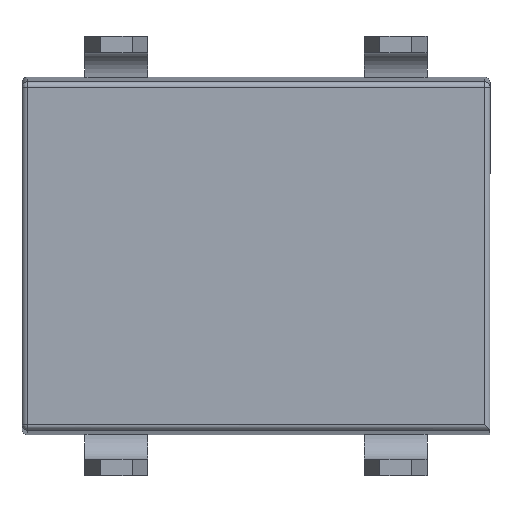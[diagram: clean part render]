
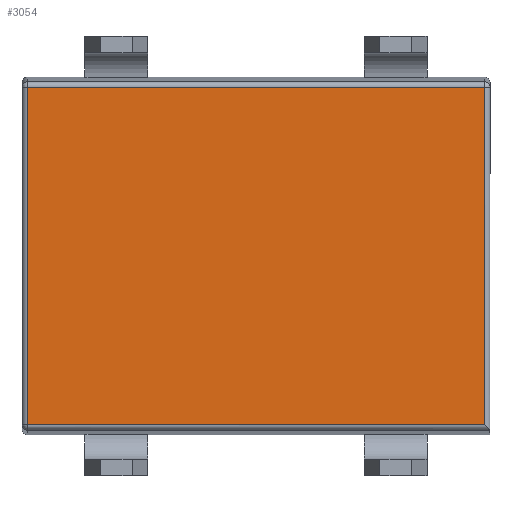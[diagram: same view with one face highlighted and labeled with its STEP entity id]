
A CAD part, front view. The second image highlights one B-rep face of the part: STEP entity #3054.
In plain terms, the highlighted planar face has unit normal (0, -1, 0).
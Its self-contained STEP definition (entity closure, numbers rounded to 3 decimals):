
#11 = VECTOR ( 'NONE', #7785, 1000. ) ;
#1405 = EDGE_CURVE ( 'NONE', #7997, #1502, #5637, .T. ) ;
#1472 = CARTESIAN_POINT ( 'NONE',  ( 4.155, -1.65, 0. ) ) ;
#1502 = VERTEX_POINT ( 'NONE', #6607 ) ;
#1660 = CARTESIAN_POINT ( 'NONE',  ( 0., -1.65, 0. ) ) ;
#1716 = CARTESIAN_POINT ( 'NONE',  ( 0., -1.65, 3.069 ) ) ;
#1919 = ORIENTED_EDGE ( 'NONE', *, *, #2095, .T. ) ;
#2095 = EDGE_CURVE ( 'NONE', #5671, #2781, #7938, .T. ) ;
#2117 = DIRECTION ( 'NONE',  ( 1., 0., 0. ) ) ;
#2306 = DIRECTION ( 'NONE',  ( 0., 1., 0. ) ) ;
#2533 = VECTOR ( 'NONE', #2117, 1000. ) ;
#2781 = VERTEX_POINT ( 'NONE', #8032 ) ;
#2920 = PLANE ( 'NONE',  #6015 ) ;
#3054 = ADVANCED_FACE ( 'NONE', ( #6818 ), #2920, .F. ) ;
#4689 = CARTESIAN_POINT ( 'NONE',  ( 4.155, -1.65, -3.069 ) ) ;
#5376 = ORIENTED_EDGE ( 'NONE', *, *, #7628, .T. ) ;
#5517 = LINE ( 'NONE', #1716, #7147 ) ;
#5637 = LINE ( 'NONE', #5784, #11 ) ;
#5671 = VERTEX_POINT ( 'NONE', #4689 ) ;
#5742 = LINE ( 'NONE', #5970, #2533 ) ;
#5784 = CARTESIAN_POINT ( 'NONE',  ( -4.155, -1.65, 0. ) ) ;
#5962 = DIRECTION ( 'NONE',  ( 0., 0., 1. ) ) ;
#5970 = CARTESIAN_POINT ( 'NONE',  ( 0., -1.65, -3.069 ) ) ;
#5982 = ORIENTED_EDGE ( 'NONE', *, *, #6599, .T. ) ;
#6013 = VECTOR ( 'NONE', #5962, 1000. ) ;
#6015 = AXIS2_PLACEMENT_3D ( 'NONE', #1660, #2306, #6137 ) ;
#6119 = CARTESIAN_POINT ( 'NONE',  ( -4.155, -1.65, 3.069 ) ) ;
#6137 = DIRECTION ( 'NONE',  ( 0., 0., 1. ) ) ;
#6199 = DIRECTION ( 'NONE',  ( -1., 0., 0. ) ) ;
#6599 = EDGE_CURVE ( 'NONE', #1502, #5671, #5742, .T. ) ;
#6607 = CARTESIAN_POINT ( 'NONE',  ( -4.155, -1.65, -3.069 ) ) ;
#6818 = FACE_OUTER_BOUND ( 'NONE', #8300, .T. ) ;
#7147 = VECTOR ( 'NONE', #6199, 1000. ) ;
#7628 = EDGE_CURVE ( 'NONE', #2781, #7997, #5517, .T. ) ;
#7785 = DIRECTION ( 'NONE',  ( 0., 0., -1. ) ) ;
#7923 = ORIENTED_EDGE ( 'NONE', *, *, #1405, .T. ) ;
#7938 = LINE ( 'NONE', #1472, #6013 ) ;
#7997 = VERTEX_POINT ( 'NONE', #6119 ) ;
#8032 = CARTESIAN_POINT ( 'NONE',  ( 4.155, -1.65, 3.069 ) ) ;
#8300 = EDGE_LOOP ( 'NONE', ( #7923, #5982, #1919, #5376 ) ) ;
